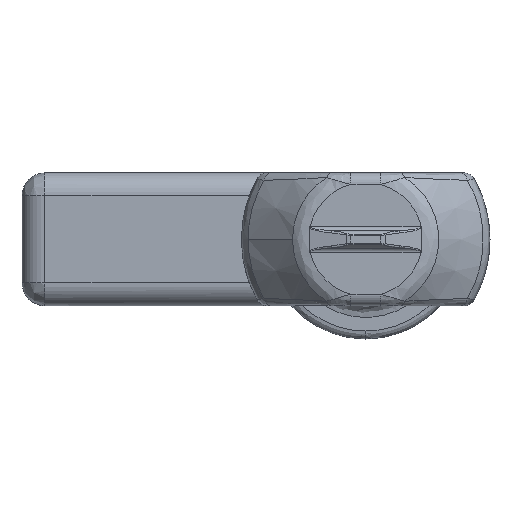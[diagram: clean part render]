
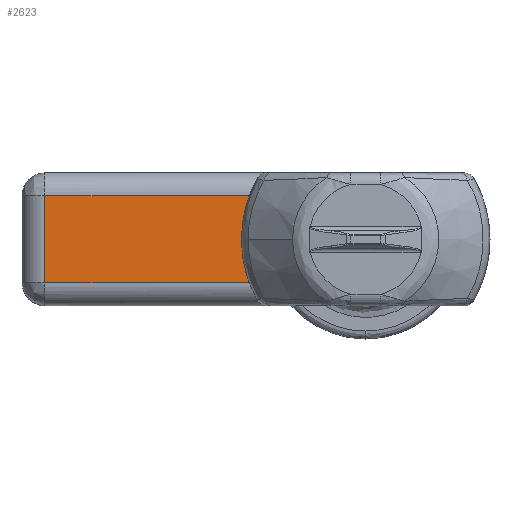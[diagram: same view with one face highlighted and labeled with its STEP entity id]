
A CAD part, front view. The second image highlights one B-rep face of the part: STEP entity #2623.
In plain terms, the highlighted planar face has unit normal (0, -1, 0).
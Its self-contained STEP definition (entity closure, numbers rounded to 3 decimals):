
#202 = ORIENTED_EDGE ( 'NONE', *, *, #5850, .T. ) ;
#253 = LINE ( 'NONE', #5843, #5354 ) ;
#350 = EDGE_CURVE ( 'NONE', #3351, #3592, #5625, .T. ) ;
#428 = CARTESIAN_POINT ( 'NONE',  ( -2.982, 9.25, 1.9 ) ) ;
#525 = DIRECTION ( 'NONE',  ( 0., 0., -1. ) ) ;
#949 = DIRECTION ( 'NONE',  ( 1., 0., 0. ) ) ;
#1142 = EDGE_LOOP ( 'NONE', ( #8773, #202, #3149, #7450 ) ) ;
#1178 = FACE_OUTER_BOUND ( 'NONE', #1142, .T. ) ;
#1220 = PLANE ( 'NONE',  #4036 ) ;
#1402 = CARTESIAN_POINT ( 'NONE',  ( 0., 9.25, 0. ) ) ;
#1870 = CIRCLE ( 'NONE', #5707, 3.535 ) ;
#2277 = EDGE_CURVE ( 'NONE', #3351, #7627, #253, .T. ) ;
#2578 = CARTESIAN_POINT ( 'NONE',  ( -14., 9.25, -1.9 ) ) ;
#2623 = ADVANCED_FACE ( 'NONE', ( #1178 ), #1220, .T. ) ;
#2974 = CARTESIAN_POINT ( 'NONE',  ( -14., 9.25, 1.9 ) ) ;
#3009 = VECTOR ( 'NONE', #5993, 1000. ) ;
#3149 = ORIENTED_EDGE ( 'NONE', *, *, #5448, .F. ) ;
#3351 = VERTEX_POINT ( 'NONE', #2974 ) ;
#3592 = VERTEX_POINT ( 'NONE', #2578 ) ;
#4036 = AXIS2_PLACEMENT_3D ( 'NONE', #6950, #8199, #525 ) ;
#5354 = VECTOR ( 'NONE', #949, 1000. ) ;
#5448 = EDGE_CURVE ( 'NONE', #7627, #8610, #1870, .T. ) ;
#5561 = CARTESIAN_POINT ( 'NONE',  ( 0., 9.25, -1.9 ) ) ;
#5579 = CARTESIAN_POINT ( 'NONE',  ( -14., 9.25, 0. ) ) ;
#5625 = LINE ( 'NONE', #5579, #3009 ) ;
#5707 = AXIS2_PLACEMENT_3D ( 'NONE', #1402, #7050, #6347 ) ;
#5843 = CARTESIAN_POINT ( 'NONE',  ( 0., 9.25, 1.9 ) ) ;
#5850 = EDGE_CURVE ( 'NONE', #3592, #8610, #6255, .T. ) ;
#5993 = DIRECTION ( 'NONE',  ( 0., 0., -1. ) ) ;
#6255 = LINE ( 'NONE', #5561, #6466 ) ;
#6347 = DIRECTION ( 'NONE',  ( 0., 0., -1. ) ) ;
#6466 = VECTOR ( 'NONE', #8372, 1000. ) ;
#6950 = CARTESIAN_POINT ( 'NONE',  ( 0., 9.25, 0. ) ) ;
#7050 = DIRECTION ( 'NONE',  ( 0., -1., 0. ) ) ;
#7274 = CARTESIAN_POINT ( 'NONE',  ( -2.982, 9.25, -1.9 ) ) ;
#7450 = ORIENTED_EDGE ( 'NONE', *, *, #2277, .F. ) ;
#7627 = VERTEX_POINT ( 'NONE', #428 ) ;
#8199 = DIRECTION ( 'NONE',  ( 0., -1., 0. ) ) ;
#8372 = DIRECTION ( 'NONE',  ( 1., 0., 0. ) ) ;
#8610 = VERTEX_POINT ( 'NONE', #7274 ) ;
#8773 = ORIENTED_EDGE ( 'NONE', *, *, #350, .T. ) ;
